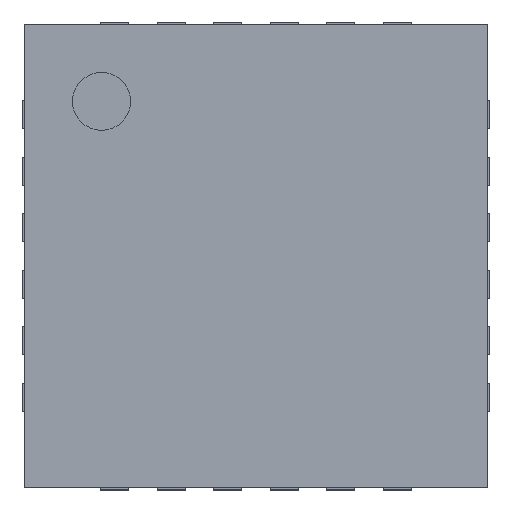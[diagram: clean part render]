
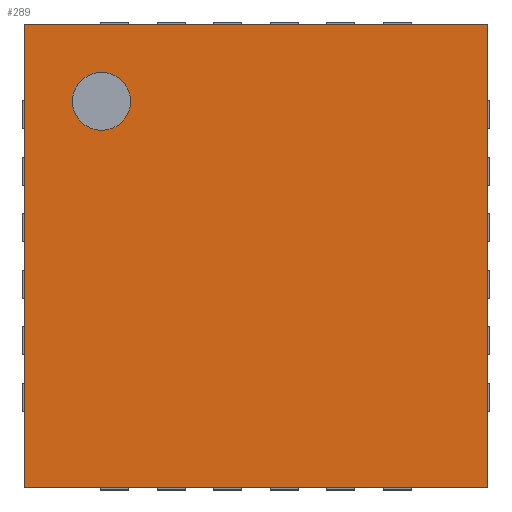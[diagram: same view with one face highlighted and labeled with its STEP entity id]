
A CAD part, top view. The second image highlights one B-rep face of the part: STEP entity #289.
In plain terms, the highlighted planar face has unit normal (0, 0, 1).
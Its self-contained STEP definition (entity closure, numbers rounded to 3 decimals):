
#225 = VERTEX_POINT('',#226);
#226 = CARTESIAN_POINT('',(0.,0.,0.8));
#241 = VERTEX_POINT('',#242);
#242 = CARTESIAN_POINT('',(0.,4.1,0.8));
#248 = EDGE_CURVE('',#225,#241,#249,.T.);
#249 = LINE('',#250,#251);
#250 = CARTESIAN_POINT('',(0.,0.,0.8));
#251 = VECTOR('',#252,1.);
#252 = DIRECTION('',(0.,1.,0.));
#271 = EDGE_CURVE('',#225,#272,#274,.T.);
#272 = VERTEX_POINT('',#273);
#273 = CARTESIAN_POINT('',(4.1,0.,0.8));
#274 = LINE('',#275,#276);
#275 = CARTESIAN_POINT('',(0.,0.,0.8));
#276 = VECTOR('',#277,1.);
#277 = DIRECTION('',(1.,0.,0.));
#289 = ADVANCED_FACE('',(#290,#308),#319,.T.);
#290 = FACE_BOUND('',#291,.T.);
#291 = EDGE_LOOP('',(#292,#293,#294,#302));
#292 = ORIENTED_EDGE('',*,*,#248,.F.);
#293 = ORIENTED_EDGE('',*,*,#271,.T.);
#294 = ORIENTED_EDGE('',*,*,#295,.T.);
#295 = EDGE_CURVE('',#272,#296,#298,.T.);
#296 = VERTEX_POINT('',#297);
#297 = CARTESIAN_POINT('',(4.1,4.1,0.8));
#298 = LINE('',#299,#300);
#299 = CARTESIAN_POINT('',(4.1,0.,0.8));
#300 = VECTOR('',#301,1.);
#301 = DIRECTION('',(0.,1.,0.));
#302 = ORIENTED_EDGE('',*,*,#303,.F.);
#303 = EDGE_CURVE('',#241,#296,#304,.T.);
#304 = LINE('',#305,#306);
#305 = CARTESIAN_POINT('',(0.,4.1,0.8));
#306 = VECTOR('',#307,1.);
#307 = DIRECTION('',(1.,0.,0.));
#308 = FACE_BOUND('',#309,.T.);
#309 = EDGE_LOOP('',(#310));
#310 = ORIENTED_EDGE('',*,*,#311,.F.);
#311 = EDGE_CURVE('',#312,#312,#314,.T.);
#312 = VERTEX_POINT('',#313);
#313 = CARTESIAN_POINT('',(0.94,3.417,0.8));
#314 = CIRCLE('',#315,0.256);
#315 = AXIS2_PLACEMENT_3D('',#316,#317,#318);
#316 = CARTESIAN_POINT('',(0.683,3.417,0.8));
#317 = DIRECTION('',(0.,0.,1.));
#318 = DIRECTION('',(1.,0.,0.));
#319 = PLANE('',#320);
#320 = AXIS2_PLACEMENT_3D('',#321,#322,#323);
#321 = CARTESIAN_POINT('',(0.,0.,0.8));
#322 = DIRECTION('',(0.,0.,1.));
#323 = DIRECTION('',(1.,0.,0.));
